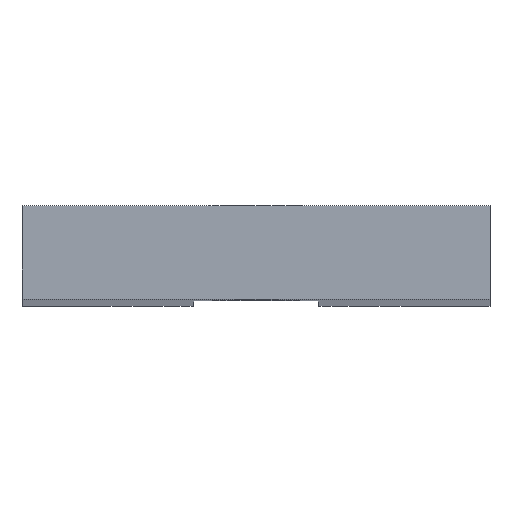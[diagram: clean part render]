
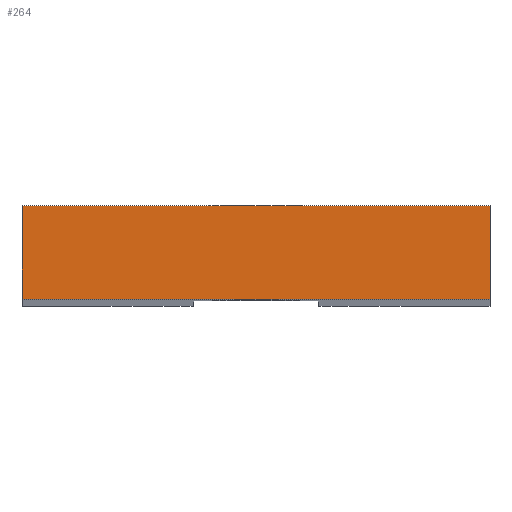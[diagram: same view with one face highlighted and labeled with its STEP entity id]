
A CAD part, top view. The second image highlights one B-rep face of the part: STEP entity #264.
In plain terms, the highlighted planar face has unit normal (0, 0, 1).
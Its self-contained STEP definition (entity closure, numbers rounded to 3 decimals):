
#20=PLANE('',#296);
#32=FACE_OUTER_BOUND('',#46,.T.);
#46=EDGE_LOOP('',(#197,#198,#199,#200));
#66=LINE('',#406,#94);
#67=LINE('',#409,#95);
#68=LINE('',#411,#96);
#69=LINE('',#412,#97);
#94=VECTOR('',#332,10.);
#95=VECTOR('',#335,10.);
#96=VECTOR('',#336,10.);
#97=VECTOR('',#337,10.);
#129=VERTEX_POINT('',#399);
#132=VERTEX_POINT('',#404);
#133=VERTEX_POINT('',#408);
#134=VERTEX_POINT('',#410);
#158=EDGE_CURVE('',#129,#132,#66,.T.);
#159=EDGE_CURVE('',#133,#129,#67,.T.);
#160=EDGE_CURVE('',#134,#132,#68,.T.);
#161=EDGE_CURVE('',#133,#134,#69,.T.);
#197=ORIENTED_EDGE('',*,*,#159,.T.);
#198=ORIENTED_EDGE('',*,*,#158,.T.);
#199=ORIENTED_EDGE('',*,*,#160,.F.);
#200=ORIENTED_EDGE('',*,*,#161,.F.);
#264=ADVANCED_FACE('',(#32),#20,.T.);
#296=AXIS2_PLACEMENT_3D('',#407,#333,#334);
#332=DIRECTION('',(0.,1.,0.));
#333=DIRECTION('center_axis',(0.,0.,1.));
#334=DIRECTION('ref_axis',(1.,0.,0.));
#335=DIRECTION('',(1.,0.,0.));
#336=DIRECTION('',(1.,0.,0.));
#337=DIRECTION('',(0.,1.,0.));
#399=CARTESIAN_POINT('',(30.,0.,0.));
#404=CARTESIAN_POINT('',(30.,6.,0.));
#406=CARTESIAN_POINT('',(30.,0.,0.));
#407=CARTESIAN_POINT('Origin',(0.,0.,0.));
#408=CARTESIAN_POINT('',(0.,0.,0.));
#409=CARTESIAN_POINT('',(0.,0.,0.));
#410=CARTESIAN_POINT('',(0.,6.,0.));
#411=CARTESIAN_POINT('',(0.,6.,0.));
#412=CARTESIAN_POINT('',(0.,0.,0.));
